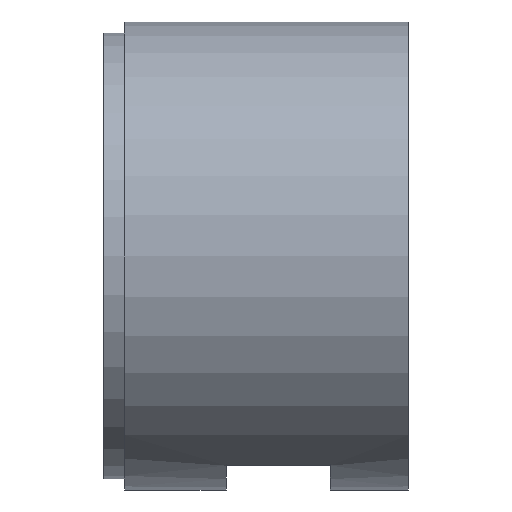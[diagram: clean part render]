
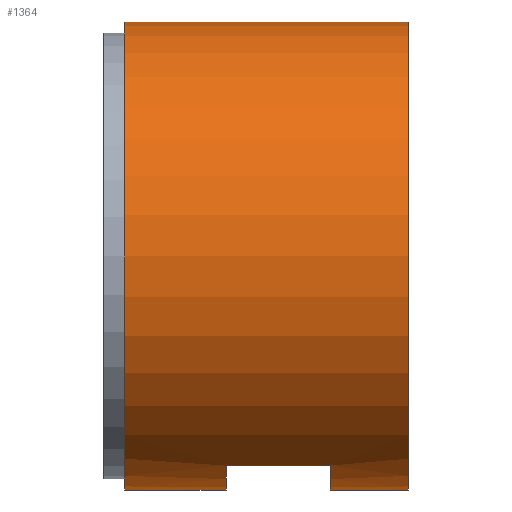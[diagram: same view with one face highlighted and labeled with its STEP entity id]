
A CAD part, left-side view. The second image highlights one B-rep face of the part: STEP entity #1364.
In plain terms, the highlighted cylindrical face has radius 1800 mm (diameter 3600 mm), a partial arc.
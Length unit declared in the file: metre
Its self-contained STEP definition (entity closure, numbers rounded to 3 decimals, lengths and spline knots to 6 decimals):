
#9 = EDGE_CURVE ( 'NONE', #1286, #80, #1465, .T. ) ;
#80 = VERTEX_POINT ( 'NONE', #1900 ) ;
#110 = EDGE_CURVE ( 'NONE', #80, #208, #348, .T. ) ;
#124 = ORIENTED_EDGE ( 'NONE', *, *, #1338, .F. ) ;
#153 = EDGE_CURVE ( 'NONE', #208, #1002, #638, .T. ) ;
#164 = ORIENTED_EDGE ( 'NONE', *, *, #1406, .T. ) ;
#166 = ORIENTED_EDGE ( 'NONE', *, *, #153, .T. ) ;
#207 = EDGE_CURVE ( 'NONE', #1002, #1385, #979, .T. ) ;
#208 = VERTEX_POINT ( 'NONE', #992 ) ;
#340 = LINE ( 'NONE', #341, #346 ) ;
#341 = CARTESIAN_POINT ( 'NONE',  ( 0., -0.030499, -1.8 ) ) ;
#346 = VECTOR ( 'NONE', #347, 1. ) ;
#347 = DIRECTION ( 'NONE',  ( 0., -1., 0. ) ) ;
#348 = CIRCLE ( 'NONE', #349, 1.8 ) ;
#349 = AXIS2_PLACEMENT_3D ( 'NONE', #350, #351, #352 ) ;
#350 = CARTESIAN_POINT ( 'NONE',  ( 0., 1.4, 0. ) ) ;
#351 = DIRECTION ( 'NONE',  ( 0., 1., 0. ) ) ;
#352 = DIRECTION ( 'NONE',  ( -1., 0., 0. ) ) ;
#380 = ORIENTED_EDGE ( 'NONE', *, *, #110, .T. ) ;
#478 = ORIENTED_EDGE ( 'NONE', *, *, #207, .T. ) ;
#482 = CIRCLE ( 'NONE', #483, 1.8 ) ;
#483 = AXIS2_PLACEMENT_3D ( 'NONE', #484, #485, #486 ) ;
#484 = CARTESIAN_POINT ( 'NONE',  ( 0., 2.18, 0. ) ) ;
#485 = DIRECTION ( 'NONE',  ( 0., -1., 0. ) ) ;
#486 = DIRECTION ( 'NONE',  ( 0., 0., -1. ) ) ;
#638 = LINE ( 'NONE', #639, #640 ) ;
#639 = CARTESIAN_POINT ( 'NONE',  ( -0.8, -0.030499, -1.612452 ) ) ;
#640 = VECTOR ( 'NONE', #641, 1. ) ;
#641 = DIRECTION ( 'NONE',  ( 0., -1., 0. ) ) ;
#701 = CARTESIAN_POINT ( 'NONE',  ( 0., 2.18, 1.8 ) ) ;
#751 = CARTESIAN_POINT ( 'NONE',  ( 0., 0., -1.8 ) ) ;
#847 = CARTESIAN_POINT ( 'NONE',  ( 0., 2.18, -1.8 ) ) ;
#888 = VERTEX_POINT ( 'NONE', #1903 ) ;
#979 = CIRCLE ( 'NONE', #980, 1.8 ) ;
#980 = AXIS2_PLACEMENT_3D ( 'NONE', #985, #986, #987 ) ;
#985 = CARTESIAN_POINT ( 'NONE',  ( 0., 0.6, 0. ) ) ;
#986 = DIRECTION ( 'NONE',  ( 0., -1., 0. ) ) ;
#987 = DIRECTION ( 'NONE',  ( 0., 0., -1. ) ) ;
#992 = CARTESIAN_POINT ( 'NONE',  ( -0.8, 1.4, -1.612452 ) ) ;
#1002 = VERTEX_POINT ( 'NONE', #1963 ) ;
#1022 = EDGE_CURVE ( 'NONE', #1252, #888, #1989, .T. ) ;
#1148 = ORIENTED_EDGE ( 'NONE', *, *, #9, .T. ) ;
#1184 = EDGE_CURVE ( 'NONE', #1252, #1286, #482, .T. ) ;
#1250 = ORIENTED_EDGE ( 'NONE', *, *, #1184, .T. ) ;
#1252 = VERTEX_POINT ( 'NONE', #701 ) ;
#1280 = EDGE_LOOP ( 'NONE', ( #1313, #1250, #1148, #380, #166, #478, #164, #124 ) ) ;
#1286 = VERTEX_POINT ( 'NONE', #847 ) ;
#1313 = ORIENTED_EDGE ( 'NONE', *, *, #1022, .F. ) ;
#1338 = EDGE_CURVE ( 'NONE', #888, #1455, #1588, .T. ) ;
#1364 = ADVANCED_FACE ( 'NONE', ( #1786 ), #1791, .T. ) ;
#1385 = VERTEX_POINT ( 'NONE', #1930 ) ;
#1406 = EDGE_CURVE ( 'NONE', #1385, #1455, #340, .T. ) ;
#1455 = VERTEX_POINT ( 'NONE', #751 ) ;
#1465 = LINE ( 'NONE', #1466, #1467 ) ;
#1466 = CARTESIAN_POINT ( 'NONE',  ( 0., -0.030499, -1.8 ) ) ;
#1467 = VECTOR ( 'NONE', #1468, 1. ) ;
#1468 = DIRECTION ( 'NONE',  ( 0., -1., 0. ) ) ;
#1588 = CIRCLE ( 'NONE', #1589, 1.8 ) ;
#1589 = AXIS2_PLACEMENT_3D ( 'NONE', #1590, #1591, #1592 ) ;
#1590 = CARTESIAN_POINT ( 'NONE',  ( 0., 0., 0. ) ) ;
#1591 = DIRECTION ( 'NONE',  ( 0., -1., 0. ) ) ;
#1592 = DIRECTION ( 'NONE',  ( 0., 0., -1. ) ) ;
#1786 = FACE_OUTER_BOUND ( 'NONE', #1280, .T. ) ;
#1791 = CYLINDRICAL_SURFACE ( 'NONE', #1792, 1.8 ) ;
#1792 = AXIS2_PLACEMENT_3D ( 'NONE', #1793, #1794, #1795 ) ;
#1793 = CARTESIAN_POINT ( 'NONE',  ( 0., -0.030499, 0. ) ) ;
#1794 = DIRECTION ( 'NONE',  ( 0., -1., 0. ) ) ;
#1795 = DIRECTION ( 'NONE',  ( 0., 0., -1. ) ) ;
#1900 = CARTESIAN_POINT ( 'NONE',  ( 0., 1.4, -1.8 ) ) ;
#1903 = CARTESIAN_POINT ( 'NONE',  ( 0., 0., 1.8 ) ) ;
#1930 = CARTESIAN_POINT ( 'NONE',  ( 0., 0.6, -1.8 ) ) ;
#1963 = CARTESIAN_POINT ( 'NONE',  ( -0.8, 0.6, -1.612452 ) ) ;
#1989 = LINE ( 'NONE', #1990, #1991 ) ;
#1990 = CARTESIAN_POINT ( 'NONE',  ( 0., -0.030499, 1.8 ) ) ;
#1991 = VECTOR ( 'NONE', #1992, 1. ) ;
#1992 = DIRECTION ( 'NONE',  ( 0., -1., 0. ) ) ;
